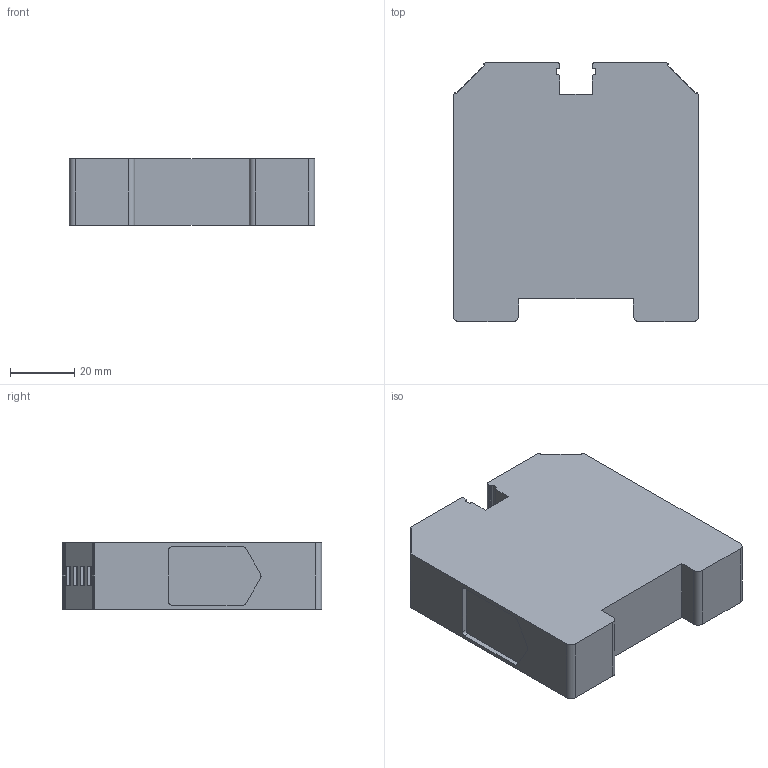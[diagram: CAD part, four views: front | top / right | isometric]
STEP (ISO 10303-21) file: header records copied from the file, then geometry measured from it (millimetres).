
FILE_DESCRIPTION(('FreeCAD Model'),'2;1');
FILE_NAME('17163_SSL_70_2A.stp','2018-09-09T22:08:41',('Author'),(''), 'Open CASCADE STEP processor 7.2','FreeCAD','Unknown');
FILE_SCHEMA(('AUTOMOTIVE_DESIGN { 1 0 10303 214 1 1 1 1 }'));
Length unit declared in the file: millimetre
Products named in the file (1): 17163_SSL_70_2A
Bounding box: 76.3 x 80.65 x 20.5 mm (x, y, z)
Volume: 114767.9 mm3; surface area: 18633.7 mm2
Topology: 1 solids, 1 shells, 118 faces, 312 edges, 208 vertices
Faces by surface type: plane 86, cylinder 32
Entity records: 7819 total; most frequent: CARTESIAN_POINT 1467, DIRECTION 1204, LINE 808, VECTOR 808, ORIENTED_EDGE 624, PCURVE 624, DEFINITIONAL_REPRESENTATION 624, EDGE_CURVE 312
